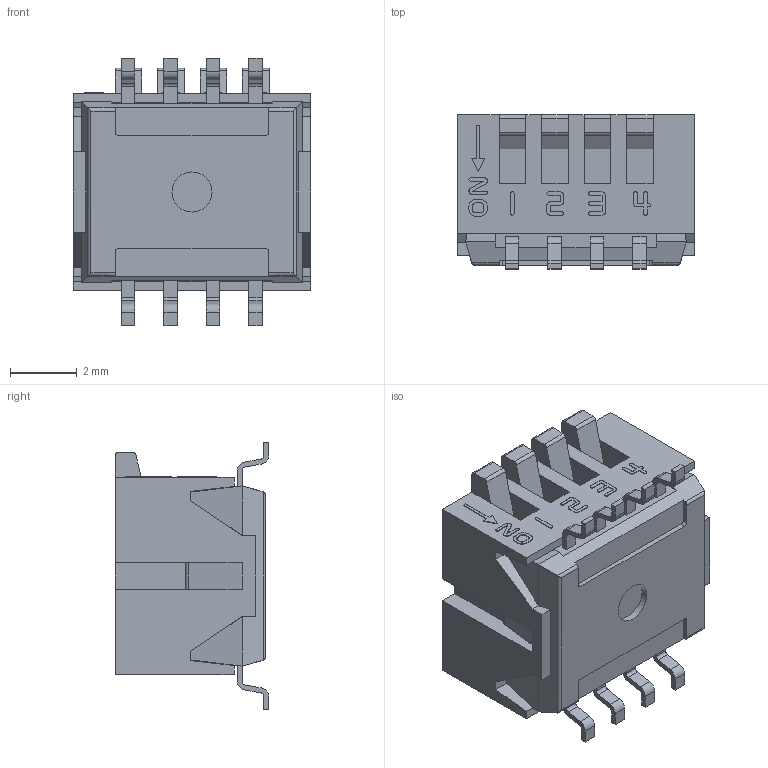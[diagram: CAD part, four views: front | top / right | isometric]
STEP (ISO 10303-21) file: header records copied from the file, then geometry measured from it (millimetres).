
FILE_DESCRIPTION(/* description */ ('STEP AP214'),/* implementation_level */ '2;1');
FILE_NAME(/* name */ 'CHP-041TB',/* time_stamp */ '2025-01-06T15:45:56+01:00',/* author */ ('License CC BY-ND 4.0'),/* organization */ ('CADENAS'),/* preprocessor_version */ 'ST-DEVELOPER v19.3',/* originating_system */ 'PARTsolutions',/* authorisation */ ' ');
FILE_SCHEMA (('AUTOMOTIVE_DESIGN {1 0 10303 214 3 1 1}'));
Length unit declared in the file: millimetre
Products named in the file (3): CHP-041TB; CHP-04-G-Lower-body; CHP-knobLower
Assembly tree (5 placements, depth 2):
  CHP-041TB
    CHP-04-G-Lower-body
    CHP-knobLower  x4
Bounding box: 7.1 x 4.6 x 8 mm (x, y, z)
Volume: 175.2 mm3; surface area: 298.7 mm2
Topology: 5 solids, 5 shells, 312 faces, 847 edges, 562 vertices
Faces by surface type: plane 229, cylinder 83
Full cylindrical faces by diameter (mm): 1.2 x1
Entity records: 11153 total; most frequent: CARTESIAN_POINT 1612, ORIENTED_EDGE 1584, DIRECTION 1530, EDGE_CURVE 792, LINE 642, VECTOR 642, VERTEX_POINT 526, AXIS2_PLACEMENT_3D 444
